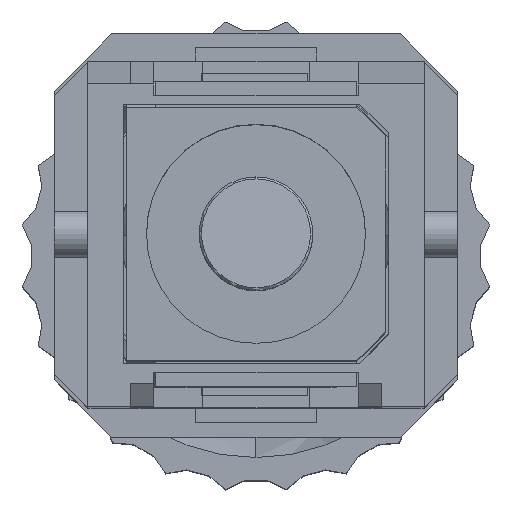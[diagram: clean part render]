
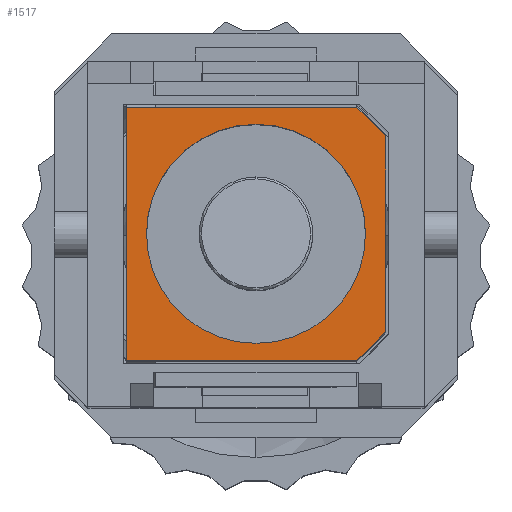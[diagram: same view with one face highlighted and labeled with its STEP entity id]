
A CAD part, top view. The second image highlights one B-rep face of the part: STEP entity #1517.
In plain terms, the highlighted face is planar.
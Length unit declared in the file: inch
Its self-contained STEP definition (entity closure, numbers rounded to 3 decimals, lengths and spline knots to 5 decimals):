
#234 = DIRECTION ( 'NONE',  ( -0.707, 0., 0.707 ) ) ;
#289 = CARTESIAN_POINT ( 'NONE',  ( 0., 0.296, 0. ) ) ;
#398 = VERTEX_POINT ( 'NONE', #10141 ) ;
#437 = ORIENTED_EDGE ( 'NONE', *, *, #11538, .F. ) ;
#575 = CARTESIAN_POINT ( 'NONE',  ( 0., 0.296, 0. ) ) ;
#633 = ORIENTED_EDGE ( 'NONE', *, *, #11599, .T. ) ;
#926 = CARTESIAN_POINT ( 'NONE',  ( 0.11, 0.296, 0.1125 ) ) ;
#1096 = ORIENTED_EDGE ( 'NONE', *, *, #15399, .T. ) ;
#1329 = DIRECTION ( 'NONE',  ( 0., 0., 1. ) ) ;
#1430 = CARTESIAN_POINT ( 'NONE',  ( -0.11, 0.296, -0.0875 ) ) ;
#1517 = ADVANCED_FACE ( 'NONE', ( #3662, #9972 ), #11344, .F. ) ;
#1550 = VECTOR ( 'NONE', #11435, 39.37008 ) ;
#2285 = CARTESIAN_POINT ( 'NONE',  ( -0.11, 0.296, 0.1125 ) ) ;
#2494 = VERTEX_POINT ( 'NONE', #11952 ) ;
#2848 = AXIS2_PLACEMENT_3D ( 'NONE', #289, #10643, #1329 ) ;
#3102 = VECTOR ( 'NONE', #234, 39.37008 ) ;
#3497 = DIRECTION ( 'NONE',  ( 0., -1., 0. ) ) ;
#3662 = FACE_BOUND ( 'NONE', #12298, .T. ) ;
#4256 = VERTEX_POINT ( 'NONE', #5645 ) ;
#4268 = LINE ( 'NONE', #17073, #9439 ) ;
#4691 = CARTESIAN_POINT ( 'NONE',  ( -0.11, 0.296, 0.1125 ) ) ;
#4788 = LINE ( 'NONE', #926, #14540 ) ;
#5111 = AXIS2_PLACEMENT_3D ( 'NONE', #575, #8249, #8594 ) ;
#5645 = CARTESIAN_POINT ( 'NONE',  ( 0.11, 0.296, 0.1125 ) ) ;
#6816 = ORIENTED_EDGE ( 'NONE', *, *, #7800, .T. ) ;
#7421 = DIRECTION ( 'NONE',  ( -1., 0., 0. ) ) ;
#7671 = CARTESIAN_POINT ( 'NONE',  ( 0.11, 0.296, -0.0875 ) ) ;
#7763 = EDGE_CURVE ( 'NONE', #2494, #15091, #10739, .T. ) ;
#7800 = EDGE_CURVE ( 'NONE', #15062, #4256, #4268, .T. ) ;
#7965 = VERTEX_POINT ( 'NONE', #10139 ) ;
#8049 = EDGE_CURVE ( 'NONE', #8211, #7965, #10481, .T. ) ;
#8211 = VERTEX_POINT ( 'NONE', #7671 ) ;
#8249 = DIRECTION ( 'NONE',  ( 0., 1., 0. ) ) ;
#8326 = VECTOR ( 'NONE', #7421, 39.37008 ) ;
#8594 = DIRECTION ( 'NONE',  ( 0., 0., 1. ) ) ;
#8686 = LINE ( 'NONE', #4691, #1550 ) ;
#8764 = DIRECTION ( 'NONE',  ( 0., 0., -1. ) ) ;
#8844 = CARTESIAN_POINT ( 'NONE',  ( -0.11, 0.296, -0.1125 ) ) ;
#9439 = VECTOR ( 'NONE', #9540, 39.37008 ) ;
#9540 = DIRECTION ( 'NONE',  ( 1., 0., 0. ) ) ;
#9972 = FACE_OUTER_BOUND ( 'NONE', #12586, .T. ) ;
#10002 = VECTOR ( 'NONE', #17052, 39.37008 ) ;
#10070 = DIRECTION ( 'NONE',  ( 0., 0., -1. ) ) ;
#10115 = CARTESIAN_POINT ( 'NONE',  ( -0.11, 0.296, -0.1125 ) ) ;
#10139 = CARTESIAN_POINT ( 'NONE',  ( 0.085, 0.296, -0.1125 ) ) ;
#10141 = CARTESIAN_POINT ( 'NONE',  ( 0., 0.296, -0.095 ) ) ;
#10481 = LINE ( 'NONE', #13229, #10002 ) ;
#10643 = DIRECTION ( 'NONE',  ( 0., 1., 0. ) ) ;
#10731 = ORIENTED_EDGE ( 'NONE', *, *, #8049, .T. ) ;
#10739 = LINE ( 'NONE', #1430, #3102 ) ;
#11344 = PLANE ( 'NONE',  #15123 ) ;
#11435 = DIRECTION ( 'NONE',  ( 0., 0., 1. ) ) ;
#11538 = EDGE_CURVE ( 'NONE', #12505, #398, #12839, .T. ) ;
#11599 = EDGE_CURVE ( 'NONE', #15091, #15062, #8686, .T. ) ;
#11952 = CARTESIAN_POINT ( 'NONE',  ( -0.085, 0.296, -0.1125 ) ) ;
#12298 = EDGE_LOOP ( 'NONE', ( #437, #14573 ) ) ;
#12505 = VERTEX_POINT ( 'NONE', #12615 ) ;
#12586 = EDGE_LOOP ( 'NONE', ( #14090, #10731, #1096, #15444, #633, #6816 ) ) ;
#12615 = CARTESIAN_POINT ( 'NONE',  ( 0., 0.296, 0.095 ) ) ;
#12770 = CIRCLE ( 'NONE', #2848, 0.095 ) ;
#12839 = CIRCLE ( 'NONE', #5111, 0.095 ) ;
#13055 = CARTESIAN_POINT ( 'NONE',  ( -0.11, 0.296, -0.0875 ) ) ;
#13229 = CARTESIAN_POINT ( 'NONE',  ( 0.085, 0.296, -0.1125 ) ) ;
#13354 = EDGE_CURVE ( 'NONE', #4256, #8211, #4788, .T. ) ;
#14090 = ORIENTED_EDGE ( 'NONE', *, *, #13354, .T. ) ;
#14165 = LINE ( 'NONE', #10115, #8326 ) ;
#14540 = VECTOR ( 'NONE', #10070, 39.37008 ) ;
#14573 = ORIENTED_EDGE ( 'NONE', *, *, #17000, .F. ) ;
#15062 = VERTEX_POINT ( 'NONE', #2285 ) ;
#15091 = VERTEX_POINT ( 'NONE', #13055 ) ;
#15123 = AXIS2_PLACEMENT_3D ( 'NONE', #8844, #3497, #8764 ) ;
#15399 = EDGE_CURVE ( 'NONE', #7965, #2494, #14165, .T. ) ;
#15444 = ORIENTED_EDGE ( 'NONE', *, *, #7763, .T. ) ;
#17000 = EDGE_CURVE ( 'NONE', #398, #12505, #12770, .T. ) ;
#17052 = DIRECTION ( 'NONE',  ( -0.707, 0., -0.707 ) ) ;
#17073 = CARTESIAN_POINT ( 'NONE',  ( -0.11, 0.296, 0.1125 ) ) ;
